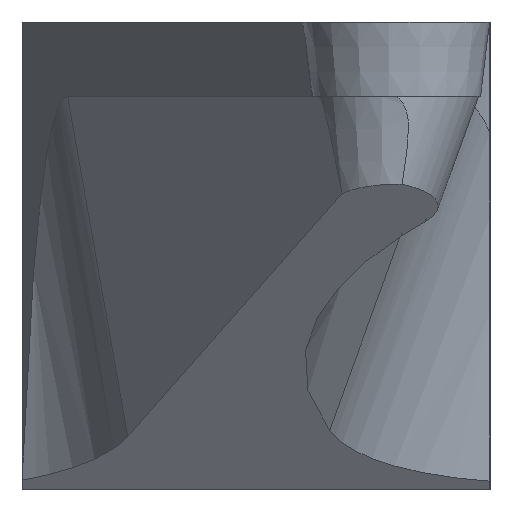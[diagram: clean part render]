
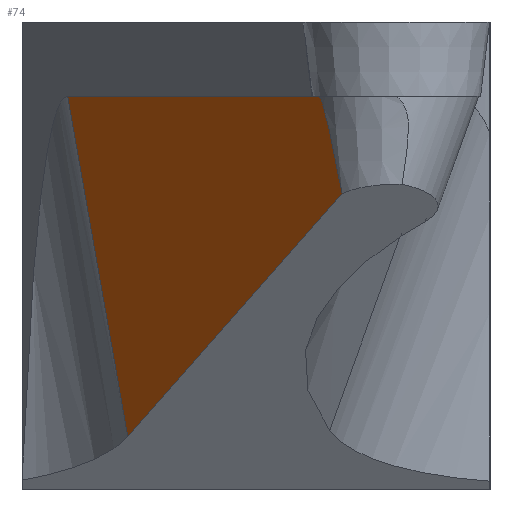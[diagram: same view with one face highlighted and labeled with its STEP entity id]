
A CAD part, left-side view. The second image highlights one B-rep face of the part: STEP entity #74.
In plain terms, the highlighted planar face has unit normal (-0.337, 0.927, -0.164).
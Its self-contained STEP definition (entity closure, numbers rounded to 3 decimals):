
#74=ADVANCED_FACE('',(#105),#92,.F.);
#92=PLANE('',#397);
#105=FACE_OUTER_BOUND('',#124,.T.);
#124=EDGE_LOOP('',(#252,#253,#254,#255,#256));
#145=LINE('',#507,#167);
#150=LINE('',#553,#172);
#159=LINE('',#600,#181);
#163=LINE('',#616,#185);
#167=VECTOR('',#413,1.);
#172=VECTOR('',#432,1.);
#181=VECTOR('',#457,1.);
#185=VECTOR('',#475,1.);
#252=ORIENTED_EDGE('',*,*,#319,.F.);
#253=ORIENTED_EDGE('',*,*,#356,.T.);
#254=ORIENTED_EDGE('',*,*,#333,.F.);
#255=ORIENTED_EDGE('',*,*,#350,.F.);
#256=ORIENTED_EDGE('',*,*,#357,.T.);
#287=VERTEX_POINT('',#506);
#288=VERTEX_POINT('',#508);
#301=VERTEX_POINT('',#552);
#302=VERTEX_POINT('',#554);
#313=VERTEX_POINT('',#599);
#319=EDGE_CURVE('',#287,#288,#145,.T.);
#333=EDGE_CURVE('',#301,#302,#150,.T.);
#350=EDGE_CURVE('',#313,#301,#159,.T.);
#356=EDGE_CURVE('',#287,#302,#371,.T.);
#357=EDGE_CURVE('',#313,#288,#163,.T.);
#371=ELLIPSE('',#396,15.505,1.702);
#396=AXIS2_PLACEMENT_3D('',#615,#473,#474);
#397=AXIS2_PLACEMENT_3D('',#617,#476,#477);
#413=DIRECTION('',(0.909,0.276,-0.313));
#432=DIRECTION('',(-0.94,-0.342,0.));
#457=DIRECTION('',(-0.94,-0.342,0.));
#473=DIRECTION('',(-0.337,0.927,-0.163));
#474=DIRECTION('',(-0.056,0.154,0.987));
#475=DIRECTION('',(0.,-0.174,-0.985));
#476=DIRECTION('',(0.337,-0.927,0.163));
#477=DIRECTION('',(0.94,0.342,0.));
#506=CARTESIAN_POINT('',(2.585,-4.599,-9.16));
#507=CARTESIAN_POINT('',(-3.662,-6.493,-7.009));
#508=CARTESIAN_POINT('',(40.344,6.852,-22.162));
#552=CARTESIAN_POINT('',(4.379,-3.03,-3.97));
#553=CARTESIAN_POINT('',(3.491,-3.354,-3.97));
#554=CARTESIAN_POINT('',(3.491,-3.354,-3.97));
#599=CARTESIAN_POINT('',(40.344,10.06,-3.97));
#600=CARTESIAN_POINT('',(3.491,-3.354,-3.97));
#615=CARTESIAN_POINT('',(4.358,-5.735,-19.266));
#616=CARTESIAN_POINT('',(40.344,2.13,-48.943));
#617=CARTESIAN_POINT('',(0.,-12.111,-46.432));
